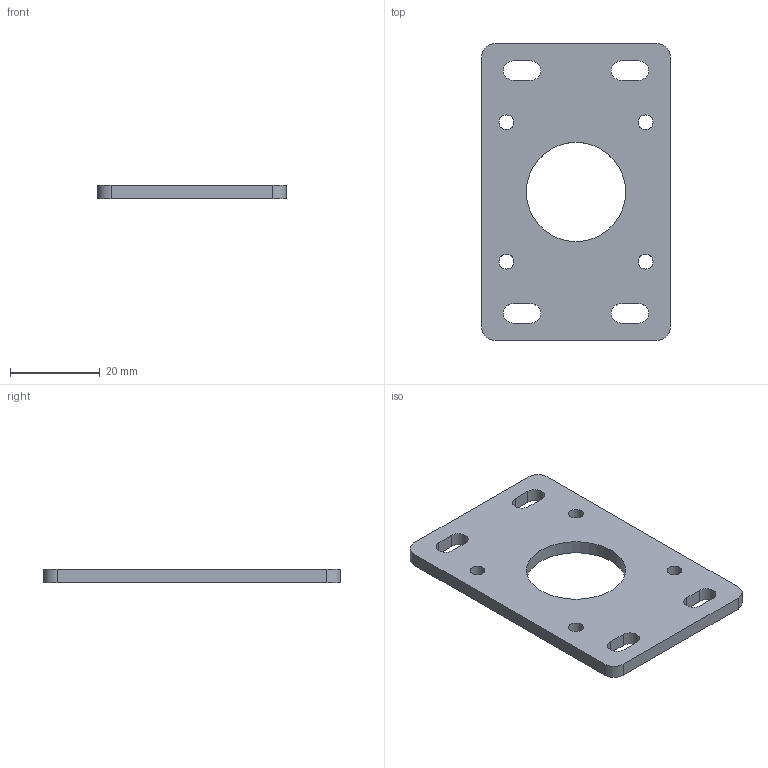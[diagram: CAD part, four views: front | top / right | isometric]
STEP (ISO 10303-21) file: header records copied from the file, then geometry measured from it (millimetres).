
FILE_DESCRIPTION(/* description */ (''),/* implementation_level */ '2;1');
FILE_NAME(/* name */ 'Z_drive_AdjustableMotorMount_.stp',/* time_stamp */ '2024-07-25T19:41:49+09:00',/* author */ (''),/* organization */ (''),/* preprocessor_version */ 'ST-DEVELOPER v19.3',/* originating_system */ 'SIEMENS PLM Software NX2212.3001',/* authorisation */ '');
FILE_SCHEMA (('AUTOMOTIVE_DESIGN { 1 0 10303 214 3 1 1 1 }'));
Length unit declared in the file: millimetre
Products named in the file (1): Belted_Worm_Z_Metal_Hybrid_Frame_Structure_15mm_MirrorDefault_objects
Bounding box: 42 x 66 x 3 mm (x, y, z)
Volume: 6658.7 mm3; surface area: 5662.5 mm2
Topology: 1 solids, 1 shells, 31 faces, 87 edges, 58 vertices
Faces by surface type: cylinder 17, plane 14
Full cylindrical faces by diameter (mm): 3.3 x4, 22.1 x1
Entity records: 1058 total; most frequent: DIRECTION 180, CARTESIAN_POINT 172, ORIENTED_EDGE 164, EDGE_CURVE 82, AXIS2_PLACEMENT_3D 66, VERTEX_POINT 58, EDGE_LOOP 54, LINE 48
